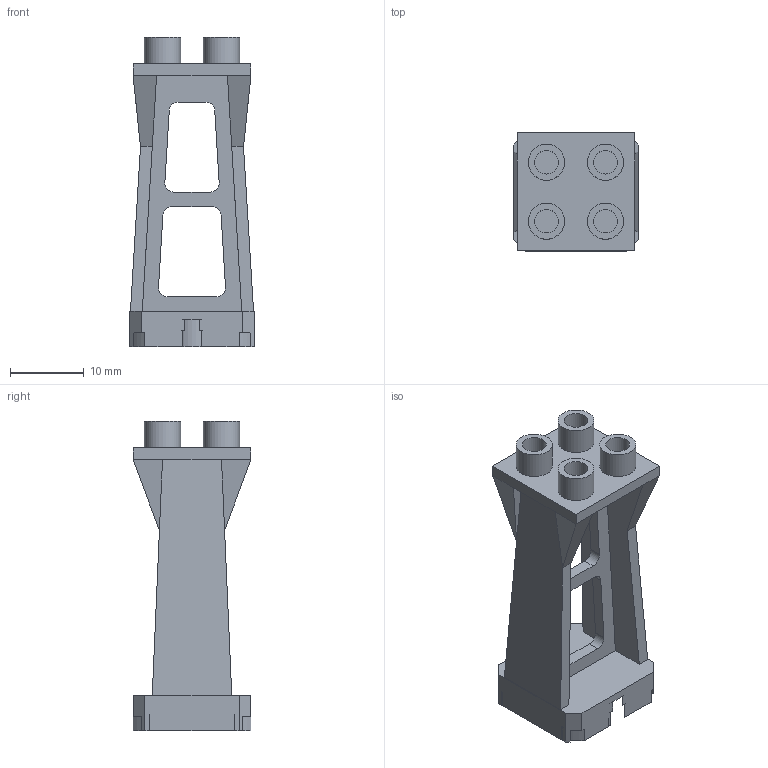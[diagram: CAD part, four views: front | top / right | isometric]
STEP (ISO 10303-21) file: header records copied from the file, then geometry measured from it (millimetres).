
FILE_DESCRIPTION(('Open CASCADE Model'),'2;1');
FILE_NAME('Open CASCADE Shape Model','2025-01-19T18:56:17',('Author'),( 'Open CASCADE'),'Open CASCADE STEP processor 7.7','Open CASCADE 7.7' ,'Unknown');
FILE_SCHEMA(('AUTOMOTIVE_DESIGN { 1 0 10303 214 1 1 1 1 }'));
Length unit declared in the file: millimetre
Products named in the file (1): Open CASCADE STEP translator 7.7 4
Bounding box: 16.9 x 16 x 42 mm (x, y, z)
Volume: 2632.8 mm3; surface area: 3960.6 mm2
Topology: 1 solids, 1 shells, 147 faces, 382 edges, 248 vertices
Faces by surface type: plane 83, cylinder 52, bspline 12
Full cylindrical faces by diameter (mm): 3.2 x5, 4.9 x4, 6.4 x1
Entity records: 9859 total; most frequent: CARTESIAN_POINT 2502, DIRECTION 1281, ORIENTED_EDGE 764, PCURVE 764, DEFINITIONAL_REPRESENTATION 764, LINE 600, VECTOR 600, EDGE_CURVE 382
